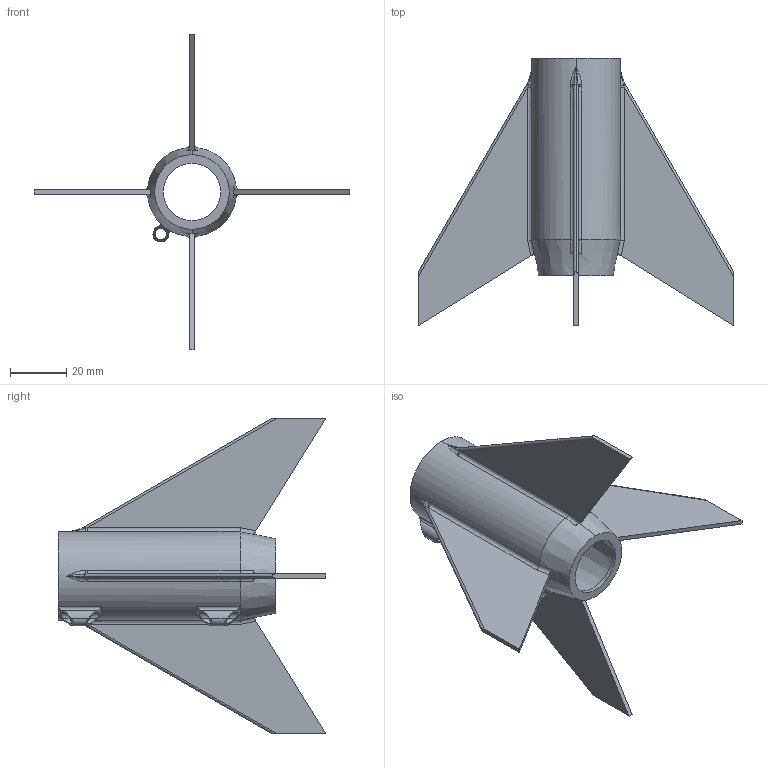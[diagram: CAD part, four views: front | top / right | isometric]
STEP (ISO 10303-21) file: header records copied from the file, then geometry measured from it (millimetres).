
FILE_DESCRIPTION (( 'STEP AP214' ), '1' );
FILE_NAME ('Fin Can bkup.STEP', '2026-01-29T22:05:40', ( '' ), ( '' ), 'SwSTEP 2.0', 'SolidWorks 2024', '' );
FILE_SCHEMA (( 'AUTOMOTIVE_DESIGN' ));
Length unit declared in the file: inch
Products named in the file (1): Fin Can bkup
Bounding box: 111.56 x 94.74 x 111.56 mm (x, y, z)
Volume: 21947.5 mm3; surface area: 29241.2 mm2
Topology: 1 solids, 1 shells, 116 faces, 294 edges, 174 vertices
Faces by surface type: cylinder 42, bspline 35, plane 20, cone 11, torus 8
Entity records: 8200 total; most frequent: CARTESIAN_POINT 5898, ORIENTED_EDGE 572, DIRECTION 317, EDGE_CURVE 286, VERTEX_POINT 174, B_SPLINE_CURVE_WITH_KNOTS 135, EDGE_LOOP 124, AXIS2_PLACEMENT_3D 121
